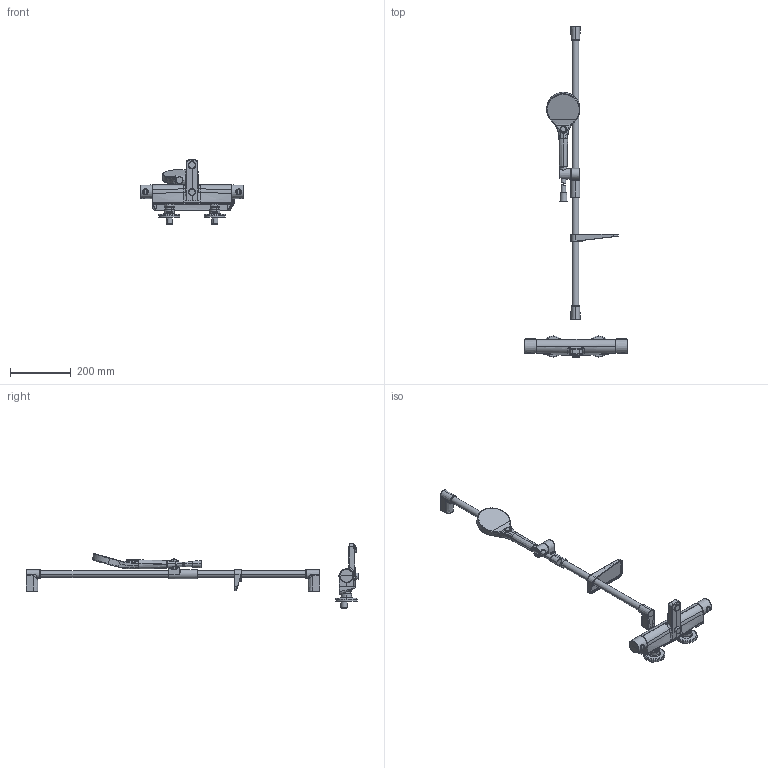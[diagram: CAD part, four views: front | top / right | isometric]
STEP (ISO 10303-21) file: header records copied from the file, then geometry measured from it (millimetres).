
FILE_DESCRIPTION (( 'STEP AP203' ), '1' );
FILE_NAME ('48372331(2023).STEP', '2023-11-01T08:03:23', ( '' ), ( '' ), 'SwSTEP 2.0', 'SolidWorks 2016', '' );
FILE_SCHEMA (( 'CONFIG_CONTROL_DESIGN' ));
Length unit declared in the file: millimetre
Products named in the file (1): 48372331(2023)
Bounding box: 342.5 x 1095.72 x 211.27 mm (x, y, z)
Volume: 2083957 mm3; surface area: 367323.9 mm2
Topology: 24 solids, 24 shells, 1219 faces, 2899 edges, 1703 vertices
Faces by surface type: bspline 729, cylinder 179, plane 147, cone 100, torus 46, sphere 18
Entity records: 86830 total; most frequent: CARTESIAN_POINT 64511, ORIENTED_EDGE 5704, DIRECTION 3023, EDGE_CURVE 2852, VERTEX_POINT 1704, B_SPLINE_CURVE_WITH_KNOTS 1492, AXIS2_PLACEMENT_3D 1302, EDGE_LOOP 1246
